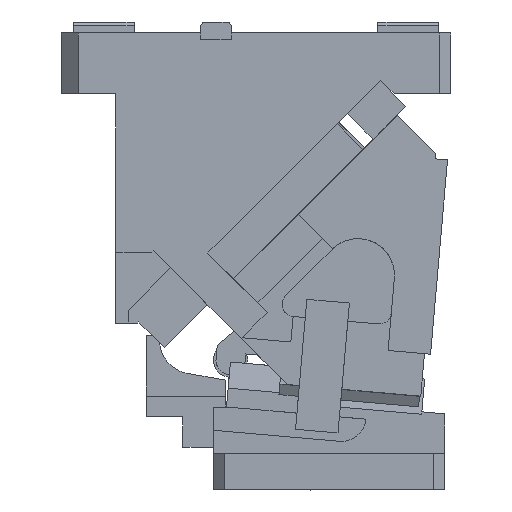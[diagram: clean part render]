
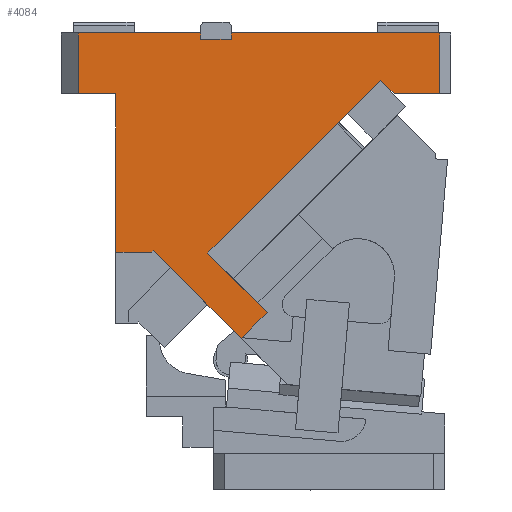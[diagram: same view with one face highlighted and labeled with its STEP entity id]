
A CAD part, front view. The second image highlights one B-rep face of the part: STEP entity #4084.
In plain terms, the highlighted planar face has unit normal (0, -1, 0).
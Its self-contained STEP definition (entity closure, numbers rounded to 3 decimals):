
#3220=CARTESIAN_POINT('Vertex',(-10.374,-150.,375.)) ;
#3269=CARTESIAN_POINT('Vertex',(14.626,-150.,375.)) ;
#3272=CARTESIAN_POINT('Line Origine',(100.192,-150.,375.)) ;
#3276=CARTESIAN_POINT('Vertex',(185.757,-150.,375.)) ;
#3558=CARTESIAN_POINT('Vertex',(-110.757,-150.,375.)) ;
#3561=CARTESIAN_POINT('Line Origine',(-60.566,-150.,375.)) ;
#3832=CARTESIAN_POINT('Line Origine',(-10.374,-150.,372.5)) ;
#3836=CARTESIAN_POINT('Vertex',(-10.374,-150.,370.)) ;
#3950=CARTESIAN_POINT('Vertex',(14.626,-150.,370.)) ;
#3953=CARTESIAN_POINT('Line Origine',(14.626,-150.,372.5)) ;
#3965=CARTESIAN_POINT('Axis2P3D Location',(127.595,-150.,359.052)) ;
#3970=CARTESIAN_POINT('Line Origine',(142.752,-150.,330.6)) ;
#3974=CARTESIAN_POINT('Vertex',(137.153,-150.,336.2)) ;
#3976=CARTESIAN_POINT('Vertex',(148.352,-150.,325.)) ;
#3979=CARTESIAN_POINT('Line Origine',(167.055,-150.,325.)) ;
#3983=CARTESIAN_POINT('Vertex',(185.757,-150.,325.)) ;
#3986=CARTESIAN_POINT('Line Origine',(185.757,-150.,350.)) ;
#3991=CARTESIAN_POINT('Line Origine',(2.126,-150.,370.)) ;
#3996=CARTESIAN_POINT('Line Origine',(-110.757,-150.,350.)) ;
#4000=CARTESIAN_POINT('Vertex',(-110.757,-150.,325.)) ;
#4003=CARTESIAN_POINT('Line Origine',(-95.379,-150.,325.)) ;
#4007=CARTESIAN_POINT('Vertex',(-80.,-150.,325.)) ;
#4010=CARTESIAN_POINT('Line Origine',(-80.,-150.,260.)) ;
#4014=CARTESIAN_POINT('Vertex',(-80.,-150.,195.)) ;
#4017=CARTESIAN_POINT('Line Origine',(-65.358,-150.,195.)) ;
#4021=CARTESIAN_POINT('Vertex',(-50.716,-150.,195.)) ;
#4024=CARTESIAN_POINT('Line Origine',(-49.943,-150.,195.773)) ;
#4028=CARTESIAN_POINT('Vertex',(-49.17,-150.,196.546)) ;
#4031=CARTESIAN_POINT('Line Origine',(-13.108,-150.,160.484)) ;
#4035=CARTESIAN_POINT('Vertex',(22.955,-150.,124.421)) ;
#4038=CARTESIAN_POINT('Line Origine',(33.562,-150.,135.028)) ;
#4042=CARTESIAN_POINT('Vertex',(44.168,-150.,145.634)) ;
#4045=CARTESIAN_POINT('Line Origine',(19.773,-150.,170.029)) ;
#4049=CARTESIAN_POINT('Vertex',(-4.622,-150.,194.425)) ;
#4052=CARTESIAN_POINT('Line Origine',(-0.733,-150.,198.314)) ;
#4056=CARTESIAN_POINT('Vertex',(3.156,-150.,202.203)) ;
#4059=CARTESIAN_POINT('Line Origine',(70.154,-150.,269.201)) ;
#3273=DIRECTION('Vector Direction',(1.,0.,0.)) ;
#3562=DIRECTION('Vector Direction',(1.,0.,0.)) ;
#3833=DIRECTION('Vector Direction',(0.,0.,-1.)) ;
#3954=DIRECTION('Vector Direction',(0.,0.,-1.)) ;
#3966=DIRECTION('Axis2P3D Direction',(0.,1.,-0.)) ;
#3967=DIRECTION('Axis2P3D XDirection',(-1.,0.,0.)) ;
#3971=DIRECTION('Vector Direction',(0.707,0.,-0.707)) ;
#3980=DIRECTION('Vector Direction',(-1.,0.,0.)) ;
#3987=DIRECTION('Vector Direction',(0.,0.,-1.)) ;
#3992=DIRECTION('Vector Direction',(1.,0.,0.)) ;
#3997=DIRECTION('Vector Direction',(0.,0.,1.)) ;
#4004=DIRECTION('Vector Direction',(-1.,0.,0.)) ;
#4011=DIRECTION('Vector Direction',(0.,0.,-1.)) ;
#4018=DIRECTION('Vector Direction',(-1.,0.,0.)) ;
#4025=DIRECTION('Vector Direction',(0.707,0.,0.707)) ;
#4032=DIRECTION('Vector Direction',(0.707,0.,-0.707)) ;
#4039=DIRECTION('Vector Direction',(-0.707,0.,-0.707)) ;
#4046=DIRECTION('Vector Direction',(-0.707,0.,0.707)) ;
#4053=DIRECTION('Vector Direction',(-0.707,0.,-0.707)) ;
#4060=DIRECTION('Vector Direction',(0.707,0.,0.707)) ;
#3968=AXIS2_PLACEMENT_3D('Plane Axis2P3D',#3965,#3966,#3967) ;
#4065=ORIENTED_EDGE('',*,*,#3978,.T.) ;
#4066=ORIENTED_EDGE('',*,*,#3985,.F.) ;
#4067=ORIENTED_EDGE('',*,*,#3990,.F.) ;
#4068=ORIENTED_EDGE('',*,*,#3278,.F.) ;
#4069=ORIENTED_EDGE('',*,*,#3957,.T.) ;
#4070=ORIENTED_EDGE('',*,*,#3995,.F.) ;
#4071=ORIENTED_EDGE('',*,*,#3838,.F.) ;
#4072=ORIENTED_EDGE('',*,*,#3565,.F.) ;
#4073=ORIENTED_EDGE('',*,*,#4002,.F.) ;
#4074=ORIENTED_EDGE('',*,*,#4009,.F.) ;
#4075=ORIENTED_EDGE('',*,*,#4016,.T.) ;
#4076=ORIENTED_EDGE('',*,*,#4023,.F.) ;
#4077=ORIENTED_EDGE('',*,*,#4030,.T.) ;
#4078=ORIENTED_EDGE('',*,*,#4037,.T.) ;
#4079=ORIENTED_EDGE('',*,*,#4044,.T.) ;
#4080=ORIENTED_EDGE('',*,*,#4051,.T.) ;
#4081=ORIENTED_EDGE('',*,*,#4058,.F.) ;
#4082=ORIENTED_EDGE('',*,*,#4063,.T.) ;
#3274=VECTOR('Line Direction',#3273,1.) ;
#3563=VECTOR('Line Direction',#3562,1.) ;
#3834=VECTOR('Line Direction',#3833,1.) ;
#3955=VECTOR('Line Direction',#3954,1.) ;
#3972=VECTOR('Line Direction',#3971,1.) ;
#3981=VECTOR('Line Direction',#3980,1.) ;
#3988=VECTOR('Line Direction',#3987,1.) ;
#3993=VECTOR('Line Direction',#3992,1.) ;
#3998=VECTOR('Line Direction',#3997,1.) ;
#4005=VECTOR('Line Direction',#4004,1.) ;
#4012=VECTOR('Line Direction',#4011,1.) ;
#4019=VECTOR('Line Direction',#4018,1.) ;
#4026=VECTOR('Line Direction',#4025,1.) ;
#4033=VECTOR('Line Direction',#4032,1.) ;
#4040=VECTOR('Line Direction',#4039,1.) ;
#4047=VECTOR('Line Direction',#4046,1.) ;
#4054=VECTOR('Line Direction',#4053,1.) ;
#4061=VECTOR('Line Direction',#4060,1.) ;
#4084=ADVANCED_FACE('CAM HOLDER',(#4083),#3969,.F.) ;
#3278=EDGE_CURVE('',#3270,#3277,#3275,.T.) ;
#3565=EDGE_CURVE('',#3559,#3221,#3564,.T.) ;
#3838=EDGE_CURVE('',#3221,#3837,#3835,.T.) ;
#3957=EDGE_CURVE('',#3270,#3951,#3956,.T.) ;
#3978=EDGE_CURVE('',#3975,#3977,#3973,.T.) ;
#3985=EDGE_CURVE('',#3984,#3977,#3982,.T.) ;
#3990=EDGE_CURVE('',#3277,#3984,#3989,.T.) ;
#3995=EDGE_CURVE('',#3837,#3951,#3994,.T.) ;
#4002=EDGE_CURVE('',#4001,#3559,#3999,.T.) ;
#4009=EDGE_CURVE('',#4008,#4001,#4006,.T.) ;
#4016=EDGE_CURVE('',#4008,#4015,#4013,.T.) ;
#4023=EDGE_CURVE('',#4022,#4015,#4020,.T.) ;
#4030=EDGE_CURVE('',#4022,#4029,#4027,.T.) ;
#4037=EDGE_CURVE('',#4029,#4036,#4034,.T.) ;
#4044=EDGE_CURVE('',#4036,#4043,#4041,.F.) ;
#4051=EDGE_CURVE('',#4043,#4050,#4048,.T.) ;
#4058=EDGE_CURVE('',#4057,#4050,#4055,.T.) ;
#4063=EDGE_CURVE('',#4057,#3975,#4062,.T.) ;
#4064=EDGE_LOOP('',(#4065,#4066,#4067,#4068,#4069,#4070,#4071,#4072,#4073,#4074,#4075,#4076,#4077,#4078,#4079,#4080,#4081,#4082)) ;
#4083=FACE_OUTER_BOUND('',#4064,.T.) ;
#3275=LINE('Line',#3272,#3274) ;
#3564=LINE('Line',#3561,#3563) ;
#3835=LINE('Line',#3832,#3834) ;
#3956=LINE('Line',#3953,#3955) ;
#3973=LINE('Line',#3970,#3972) ;
#3982=LINE('Line',#3979,#3981) ;
#3989=LINE('Line',#3986,#3988) ;
#3994=LINE('Line',#3991,#3993) ;
#3999=LINE('Line',#3996,#3998) ;
#4006=LINE('Line',#4003,#4005) ;
#4013=LINE('Line',#4010,#4012) ;
#4020=LINE('Line',#4017,#4019) ;
#4027=LINE('Line',#4024,#4026) ;
#4034=LINE('Line',#4031,#4033) ;
#4041=LINE('Line',#4038,#4040) ;
#4048=LINE('Line',#4045,#4047) ;
#4055=LINE('Line',#4052,#4054) ;
#4062=LINE('Line',#4059,#4061) ;
#3969=PLANE('Plane',#3968) ;
#3221=VERTEX_POINT('',#3220) ;
#3270=VERTEX_POINT('',#3269) ;
#3277=VERTEX_POINT('',#3276) ;
#3559=VERTEX_POINT('',#3558) ;
#3837=VERTEX_POINT('',#3836) ;
#3951=VERTEX_POINT('',#3950) ;
#3975=VERTEX_POINT('',#3974) ;
#3977=VERTEX_POINT('',#3976) ;
#3984=VERTEX_POINT('',#3983) ;
#4001=VERTEX_POINT('',#4000) ;
#4008=VERTEX_POINT('',#4007) ;
#4015=VERTEX_POINT('',#4014) ;
#4022=VERTEX_POINT('',#4021) ;
#4029=VERTEX_POINT('',#4028) ;
#4036=VERTEX_POINT('',#4035) ;
#4043=VERTEX_POINT('',#4042) ;
#4050=VERTEX_POINT('',#4049) ;
#4057=VERTEX_POINT('',#4056) ;
